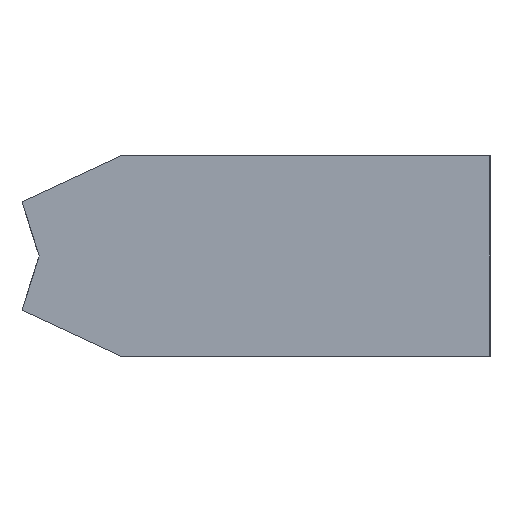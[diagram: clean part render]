
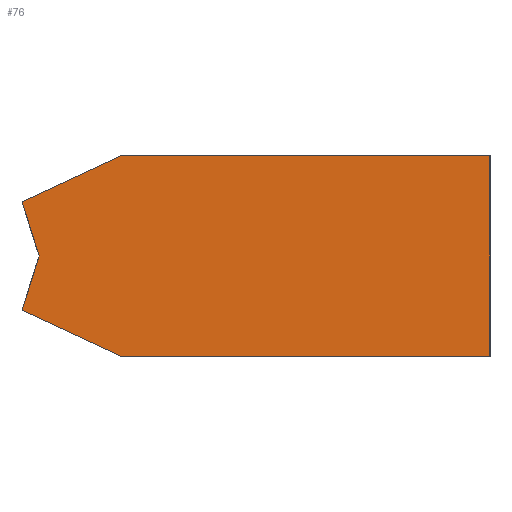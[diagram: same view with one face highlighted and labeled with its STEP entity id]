
A CAD part, left-side view. The second image highlights one B-rep face of the part: STEP entity #76.
In plain terms, the highlighted planar face has unit normal (-1, 0, 0).
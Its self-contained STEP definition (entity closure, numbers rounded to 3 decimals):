
#76 = ADVANCED_FACE( '', ( #179 ), #180, .F. );
#179 = FACE_OUTER_BOUND( '', #336, .T. );
#180 = PLANE( '', #337 );
#336 = EDGE_LOOP( '', ( #521, #522, #523, #524, #525, #526, #527 ) );
#337 = AXIS2_PLACEMENT_3D( '', #528, #529, #530 );
#521 = ORIENTED_EDGE( '', *, *, #762, .F. );
#522 = ORIENTED_EDGE( '', *, *, #763, .F. );
#523 = ORIENTED_EDGE( '', *, *, #733, .F. );
#524 = ORIENTED_EDGE( '', *, *, #744, .F. );
#525 = ORIENTED_EDGE( '', *, *, #764, .F. );
#526 = ORIENTED_EDGE( '', *, *, #765, .F. );
#527 = ORIENTED_EDGE( '', *, *, #766, .F. );
#528 = CARTESIAN_POINT( '', ( 0., 0., 0. ) );
#529 = DIRECTION( '', ( 1., 0., 0. ) );
#530 = DIRECTION( '', ( 0., 0., -1. ) );
#733 = EDGE_CURVE( '', #837, #839, #840, .T. );
#744 = EDGE_CURVE( '', #855, #837, #857, .T. );
#762 = EDGE_CURVE( '', #884, #885, #886, .T. );
#763 = EDGE_CURVE( '', #839, #884, #887, .T. );
#764 = EDGE_CURVE( '', #888, #855, #889, .T. );
#765 = EDGE_CURVE( '', #890, #888, #891, .T. );
#766 = EDGE_CURVE( '', #885, #890, #892, .T. );
#837 = VERTEX_POINT( '', #991 );
#839 = VERTEX_POINT( '', #994 );
#840 = LINE( '', #995, #996 );
#855 = VERTEX_POINT( '', #1015 );
#857 = LINE( '', #1018, #1019 );
#884 = VERTEX_POINT( '', #1046 );
#885 = VERTEX_POINT( '', #1047 );
#886 = LINE( '', #1048, #1049 );
#887 = LINE( '', #1050, #1051 );
#888 = VERTEX_POINT( '', #1052 );
#889 = LINE( '', #1053, #1054 );
#890 = VERTEX_POINT( '', #1055 );
#891 = LINE( '', #1056, #1057 );
#892 = LINE( '', #1058, #1059 );
#991 = CARTESIAN_POINT( '', ( 0., 78.88, 0. ) );
#994 = CARTESIAN_POINT( '', ( 0., 81.875, 9.5 ) );
#995 = CARTESIAN_POINT( '', ( 0., 78.88, 0. ) );
#996 = VECTOR( '', #1165, 1000. );
#1015 = CARTESIAN_POINT( '', ( 0., 81.875, -9.5 ) );
#1018 = CARTESIAN_POINT( '', ( 0., 81.875, -9.5 ) );
#1019 = VECTOR( '', #1180, 1000. );
#1046 = CARTESIAN_POINT( '', ( 0., 64.719, 17.5 ) );
#1047 = CARTESIAN_POINT( '', ( 0., 0., 17.5 ) );
#1048 = CARTESIAN_POINT( '', ( 0., 64.719, 17.5 ) );
#1049 = VECTOR( '', #1214, 1000. );
#1050 = CARTESIAN_POINT( '', ( 0., 81.875, 9.5 ) );
#1051 = VECTOR( '', #1215, 1000. );
#1052 = CARTESIAN_POINT( '', ( 0., 64.719, -17.5 ) );
#1053 = CARTESIAN_POINT( '', ( 0., 64.719, -17.5 ) );
#1054 = VECTOR( '', #1216, 1000. );
#1055 = CARTESIAN_POINT( '', ( 0., 0., -17.5 ) );
#1056 = CARTESIAN_POINT( '', ( 0., 0., -17.5 ) );
#1057 = VECTOR( '', #1217, 1000. );
#1058 = CARTESIAN_POINT( '', ( 0., 0., 17.5 ) );
#1059 = VECTOR( '', #1218, 1000. );
#1165 = DIRECTION( '', ( 0., 0.301, 0.954 ) );
#1180 = DIRECTION( '', ( 0., -0.301, 0.954 ) );
#1214 = DIRECTION( '', ( 0., -1., 0. ) );
#1215 = DIRECTION( '', ( 0., -0.906, 0.423 ) );
#1216 = DIRECTION( '', ( 0., 0.906, 0.423 ) );
#1217 = DIRECTION( '', ( 0., 1., 0. ) );
#1218 = DIRECTION( '', ( 0., 0., -1. ) );
